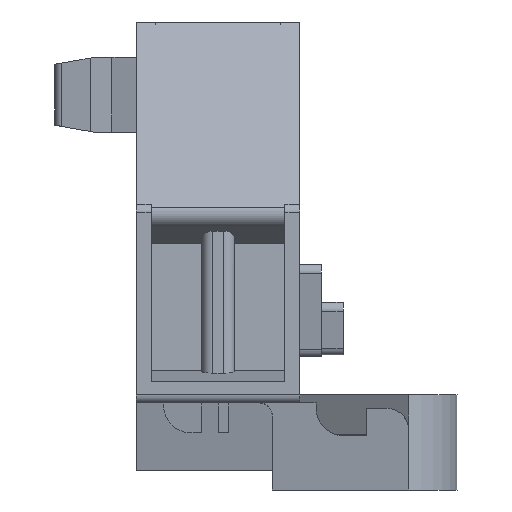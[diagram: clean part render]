
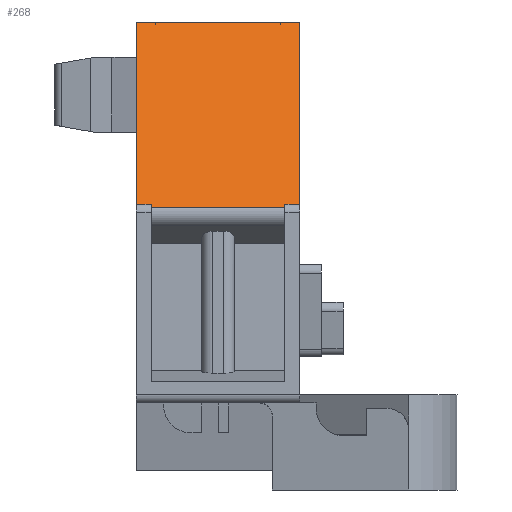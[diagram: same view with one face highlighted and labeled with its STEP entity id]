
A CAD part, left-side view. The second image highlights one B-rep face of the part: STEP entity #268.
In plain terms, the highlighted planar face has unit normal (-0.866, 0, 0.5).
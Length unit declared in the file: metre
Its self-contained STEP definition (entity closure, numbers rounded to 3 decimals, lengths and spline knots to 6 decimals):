
#268 = ADVANCED_FACE( '', ( #746 ), #747, .F. );
#746 = FACE_OUTER_BOUND( '', #1439, .T. );
#747 = PLANE( '', #1440 );
#1439 = EDGE_LOOP( '', ( #2187, #2188, #2189, #2190, #2191, #2192, #2193, #2194 ) );
#1440 = AXIS2_PLACEMENT_3D( '', #2195, #2196, #2197 );
#2187 = ORIENTED_EDGE( '', *, *, #4360, .F. );
#2188 = ORIENTED_EDGE( '', *, *, #4361, .F. );
#2189 = ORIENTED_EDGE( '', *, *, #4362, .T. );
#2190 = ORIENTED_EDGE( '', *, *, #4363, .T. );
#2191 = ORIENTED_EDGE( '', *, *, #4364, .T. );
#2192 = ORIENTED_EDGE( '', *, *, #4365, .F. );
#2193 = ORIENTED_EDGE( '', *, *, #4366, .T. );
#2194 = ORIENTED_EDGE( '', *, *, #4367, .T. );
#2195 = CARTESIAN_POINT( '', ( -0.011, 0.004, 0.007 ) );
#2196 = DIRECTION( '', ( 0.866, 0., -0.5 ) );
#2197 = DIRECTION( '', ( 0., -1., 0. ) );
#4360 = EDGE_CURVE( '', #5286, #5287, #5288, .T. );
#4361 = EDGE_CURVE( '', #5289, #5286, #5290, .T. );
#4362 = EDGE_CURVE( '', #5289, #5291, #5292, .T. );
#4363 = EDGE_CURVE( '', #5291, #5293, #5294, .T. );
#4364 = EDGE_CURVE( '', #5293, #5295, #5296, .T. );
#4365 = EDGE_CURVE( '', #5297, #5295, #5298, .T. );
#4366 = EDGE_CURVE( '', #5297, #5299, #5300, .T. );
#4367 = EDGE_CURVE( '', #5299, #5287, #5301, .T. );
#5286 = VERTEX_POINT( '', #6635 );
#5287 = VERTEX_POINT( '', #6636 );
#5288 = LINE( '', #6637, #6638 );
#5289 = VERTEX_POINT( '', #6639 );
#5290 = LINE( '', #6640, #6641 );
#5291 = VERTEX_POINT( '', #6642 );
#5292 = LINE( '', #6643, #6644 );
#5293 = VERTEX_POINT( '', #6645 );
#5294 = LINE( '', #6646, #6647 );
#5295 = VERTEX_POINT( '', #6648 );
#5296 = LINE( '', #6649, #6650 );
#5297 = VERTEX_POINT( '', #6651 );
#5298 = LINE( '', #6652, #6653 );
#5299 = VERTEX_POINT( '', #6654 );
#5300 = LINE( '', #6655, #6656 );
#5301 = LINE( '', #6657, #6658 );
#6635 = CARTESIAN_POINT( '', ( -0.007132, 0.005, 0.0137 ) );
#6636 = CARTESIAN_POINT( '', ( -0.007132, -0.001, 0.0137 ) );
#6637 = CARTESIAN_POINT( '', ( -0.007132, 0.004, 0.0137 ) );
#6638 = VECTOR( '', #8392, 1. );
#6639 = CARTESIAN_POINT( '', ( -0.011, 0.005, 0.007 ) );
#6640 = CARTESIAN_POINT( '', ( -0.011, 0.005, 0.007 ) );
#6641 = VECTOR( '', #8393, 1. );
#6642 = CARTESIAN_POINT( '', ( -0.011, 0.00445, 0.007 ) );
#6643 = CARTESIAN_POINT( '', ( -0.011, 0.005, 0.007 ) );
#6644 = VECTOR( '', #8394, 1. );
#6645 = CARTESIAN_POINT( '', ( -0.01106, 0.00445, 0.006895 ) );
#6646 = CARTESIAN_POINT( '', ( -0.01106, 0.00445, 0.006895 ) );
#6647 = VECTOR( '', #8395, 1. );
#6648 = CARTESIAN_POINT( '', ( -0.01106, -0.00045, 0.006895 ) );
#6649 = CARTESIAN_POINT( '', ( -0.01106, 0.00345, 0.006895 ) );
#6650 = VECTOR( '', #8396, 1. );
#6651 = CARTESIAN_POINT( '', ( -0.011, -0.00045, 0.007 ) );
#6652 = CARTESIAN_POINT( '', ( -0.01106, -0.00045, 0.006895 ) );
#6653 = VECTOR( '', #8397, 1. );
#6654 = CARTESIAN_POINT( '', ( -0.011, -0.001, 0.007 ) );
#6655 = CARTESIAN_POINT( '', ( -0.011, 0.004, 0.007 ) );
#6656 = VECTOR( '', #8398, 1. );
#6657 = CARTESIAN_POINT( '', ( -0.011, -0.001, 0.007 ) );
#6658 = VECTOR( '', #8399, 1. );
#8392 = DIRECTION( '', ( 0., -1., 0. ) );
#8393 = DIRECTION( '', ( 0.5, 0., 0.866 ) );
#8394 = DIRECTION( '', ( 0., -1., 0. ) );
#8395 = DIRECTION( '', ( -0.5, 0., -0.866 ) );
#8396 = DIRECTION( '', ( 0., -1., 0. ) );
#8397 = DIRECTION( '', ( -0.5, 0., -0.866 ) );
#8398 = DIRECTION( '', ( 0., -1., 0. ) );
#8399 = DIRECTION( '', ( 0.5, 0., 0.866 ) );
